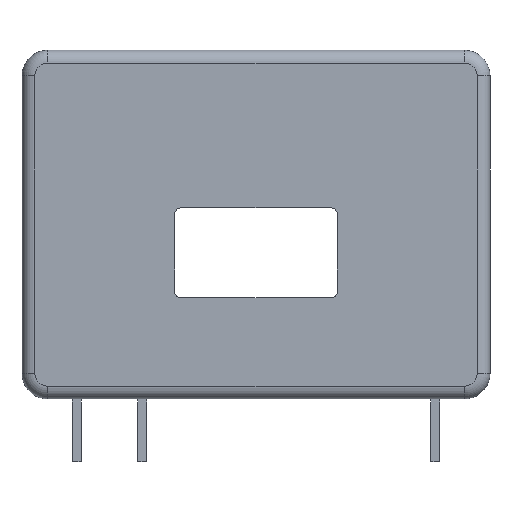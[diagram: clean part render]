
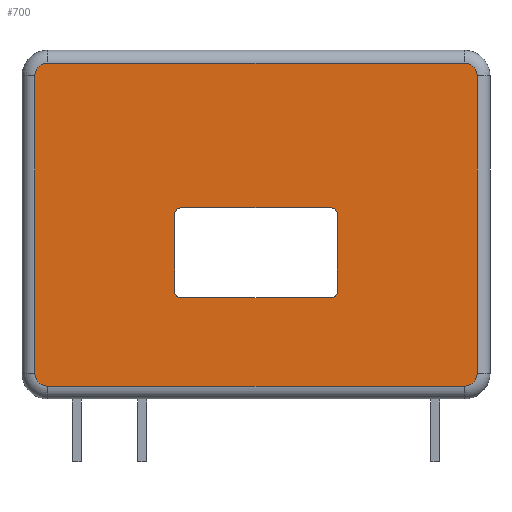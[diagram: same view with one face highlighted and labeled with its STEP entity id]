
A CAD part, front view. The second image highlights one B-rep face of the part: STEP entity #700.
In plain terms, the highlighted planar face has unit normal (0, -1, 0).
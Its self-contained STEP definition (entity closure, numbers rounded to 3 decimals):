
#305 = VERTEX_POINT('',#306);
#306 = CARTESIAN_POINT('',(30.22,-6.55,1.4));
#313 = EDGE_CURVE('',#305,#314,#316,.T.);
#314 = VERTEX_POINT('',#315);
#315 = CARTESIAN_POINT('',(-2.28,-6.55,1.4));
#316 = LINE('',#317,#318);
#317 = CARTESIAN_POINT('',(30.22,-6.55,1.4));
#318 = VECTOR('',#319,1.);
#319 = DIRECTION('',(-1.,0.,0.));
#629 = VERTEX_POINT('',#630);
#630 = CARTESIAN_POINT('',(-3.28,-6.55,2.4));
#637 = EDGE_CURVE('',#314,#629,#638,.T.);
#638 = CIRCLE('',#639,1.);
#639 = AXIS2_PLACEMENT_3D('',#640,#641,#642);
#640 = CARTESIAN_POINT('',(-2.28,-6.55,2.4));
#641 = DIRECTION('',(0.,1.,0.));
#642 = DIRECTION('',(0.,0.,-1.));
#679 = VERTEX_POINT('',#680);
#680 = CARTESIAN_POINT('',(31.22,-6.55,2.4));
#689 = EDGE_CURVE('',#679,#305,#690,.T.);
#690 = CIRCLE('',#691,1.);
#691 = AXIS2_PLACEMENT_3D('',#692,#693,#694);
#692 = CARTESIAN_POINT('',(30.22,-6.55,2.4));
#693 = DIRECTION('',(0.,1.,0.));
#694 = DIRECTION('',(1.,0.,0.));
#700 = ADVANCED_FACE('',(#701,#746),#816,.T.);
#701 = FACE_BOUND('',#702,.T.);
#702 = EDGE_LOOP('',(#703,#711,#712,#713,#714,#722,#731,#739));
#703 = ORIENTED_EDGE('',*,*,#704,.F.);
#704 = EDGE_CURVE('',#629,#705,#707,.T.);
#705 = VERTEX_POINT('',#706);
#706 = CARTESIAN_POINT('',(-3.28,-6.55,25.6));
#707 = LINE('',#708,#709);
#708 = CARTESIAN_POINT('',(-3.28,-6.55,2.4));
#709 = VECTOR('',#710,1.);
#710 = DIRECTION('',(0.,0.,1.));
#711 = ORIENTED_EDGE('',*,*,#637,.F.);
#712 = ORIENTED_EDGE('',*,*,#313,.F.);
#713 = ORIENTED_EDGE('',*,*,#689,.F.);
#714 = ORIENTED_EDGE('',*,*,#715,.F.);
#715 = EDGE_CURVE('',#716,#679,#718,.T.);
#716 = VERTEX_POINT('',#717);
#717 = CARTESIAN_POINT('',(31.22,-6.55,25.6));
#718 = LINE('',#719,#720);
#719 = CARTESIAN_POINT('',(31.22,-6.55,25.6));
#720 = VECTOR('',#721,1.);
#721 = DIRECTION('',(0.,0.,-1.));
#722 = ORIENTED_EDGE('',*,*,#723,.F.);
#723 = EDGE_CURVE('',#724,#716,#726,.T.);
#724 = VERTEX_POINT('',#725);
#725 = CARTESIAN_POINT('',(30.22,-6.55,26.6));
#726 = CIRCLE('',#727,1.);
#727 = AXIS2_PLACEMENT_3D('',#728,#729,#730);
#728 = CARTESIAN_POINT('',(30.22,-6.55,25.6));
#729 = DIRECTION('',(0.,1.,0.));
#730 = DIRECTION('',(0.,0.,1.));
#731 = ORIENTED_EDGE('',*,*,#732,.F.);
#732 = EDGE_CURVE('',#733,#724,#735,.T.);
#733 = VERTEX_POINT('',#734);
#734 = CARTESIAN_POINT('',(-2.28,-6.55,26.6));
#735 = LINE('',#736,#737);
#736 = CARTESIAN_POINT('',(-2.28,-6.55,26.6));
#737 = VECTOR('',#738,1.);
#738 = DIRECTION('',(1.,0.,0.));
#739 = ORIENTED_EDGE('',*,*,#740,.F.);
#740 = EDGE_CURVE('',#705,#733,#741,.T.);
#741 = CIRCLE('',#742,1.);
#742 = AXIS2_PLACEMENT_3D('',#743,#744,#745);
#743 = CARTESIAN_POINT('',(-2.28,-6.55,25.6));
#744 = DIRECTION('',(0.,1.,0.));
#745 = DIRECTION('',(-1.,0.,0.));
#746 = FACE_BOUND('',#747,.T.);
#747 = EDGE_LOOP('',(#748,#758,#767,#775,#784,#792,#801,#809));
#748 = ORIENTED_EDGE('',*,*,#749,.T.);
#749 = EDGE_CURVE('',#750,#752,#754,.T.);
#750 = VERTEX_POINT('',#751);
#751 = CARTESIAN_POINT('',(19.82,-6.55,8.3));
#752 = VERTEX_POINT('',#753);
#753 = CARTESIAN_POINT('',(8.12,-6.55,8.3));
#754 = LINE('',#755,#756);
#755 = CARTESIAN_POINT('',(19.92,-6.55,8.3));
#756 = VECTOR('',#757,1.);
#757 = DIRECTION('',(-1.,0.,0.));
#758 = ORIENTED_EDGE('',*,*,#759,.T.);
#759 = EDGE_CURVE('',#752,#760,#762,.T.);
#760 = VERTEX_POINT('',#761);
#761 = CARTESIAN_POINT('',(7.62,-6.55,8.8));
#762 = CIRCLE('',#763,0.5);
#763 = AXIS2_PLACEMENT_3D('',#764,#765,#766);
#764 = CARTESIAN_POINT('',(8.12,-6.55,8.8));
#765 = DIRECTION('',(0.,1.,0.));
#766 = DIRECTION('',(0.,0.,1.));
#767 = ORIENTED_EDGE('',*,*,#768,.T.);
#768 = EDGE_CURVE('',#760,#769,#771,.T.);
#769 = VERTEX_POINT('',#770);
#770 = CARTESIAN_POINT('',(7.62,-6.55,14.8));
#771 = LINE('',#772,#773);
#772 = CARTESIAN_POINT('',(7.62,-6.55,4.35));
#773 = VECTOR('',#774,1.);
#774 = DIRECTION('',(0.,0.,1.));
#775 = ORIENTED_EDGE('',*,*,#776,.F.);
#776 = EDGE_CURVE('',#777,#769,#779,.T.);
#777 = VERTEX_POINT('',#778);
#778 = CARTESIAN_POINT('',(8.12,-6.55,15.3));
#779 = CIRCLE('',#780,0.5);
#780 = AXIS2_PLACEMENT_3D('',#781,#782,#783);
#781 = CARTESIAN_POINT('',(8.12,-6.55,14.8));
#782 = DIRECTION('',(0.,-1.,0.));
#783 = DIRECTION('',(0.,0.,1.));
#784 = ORIENTED_EDGE('',*,*,#785,.F.);
#785 = EDGE_CURVE('',#786,#777,#788,.T.);
#786 = VERTEX_POINT('',#787);
#787 = CARTESIAN_POINT('',(19.82,-6.55,15.3));
#788 = LINE('',#789,#790);
#789 = CARTESIAN_POINT('',(19.92,-6.55,15.3));
#790 = VECTOR('',#791,1.);
#791 = DIRECTION('',(-1.,0.,0.));
#792 = ORIENTED_EDGE('',*,*,#793,.T.);
#793 = EDGE_CURVE('',#786,#794,#796,.T.);
#794 = VERTEX_POINT('',#795);
#795 = CARTESIAN_POINT('',(20.32,-6.55,14.8));
#796 = CIRCLE('',#797,0.5);
#797 = AXIS2_PLACEMENT_3D('',#798,#799,#800);
#798 = CARTESIAN_POINT('',(19.82,-6.55,14.8));
#799 = DIRECTION('',(0.,1.,0.));
#800 = DIRECTION('',(0.,0.,1.));
#801 = ORIENTED_EDGE('',*,*,#802,.F.);
#802 = EDGE_CURVE('',#803,#794,#805,.T.);
#803 = VERTEX_POINT('',#804);
#804 = CARTESIAN_POINT('',(20.32,-6.55,8.8));
#805 = LINE('',#806,#807);
#806 = CARTESIAN_POINT('',(20.32,-6.55,4.35));
#807 = VECTOR('',#808,1.);
#808 = DIRECTION('',(0.,0.,1.));
#809 = ORIENTED_EDGE('',*,*,#810,.T.);
#810 = EDGE_CURVE('',#803,#750,#811,.T.);
#811 = CIRCLE('',#812,0.5);
#812 = AXIS2_PLACEMENT_3D('',#813,#814,#815);
#813 = CARTESIAN_POINT('',(19.82,-6.55,8.8));
#814 = DIRECTION('',(0.,1.,0.));
#815 = DIRECTION('',(0.,0.,1.));
#816 = PLANE('',#817);
#817 = AXIS2_PLACEMENT_3D('',#818,#819,#820);
#818 = CARTESIAN_POINT('',(32.22,-6.55,0.4));
#819 = DIRECTION('',(0.,-1.,0.));
#820 = DIRECTION('',(-1.,0.,0.));
